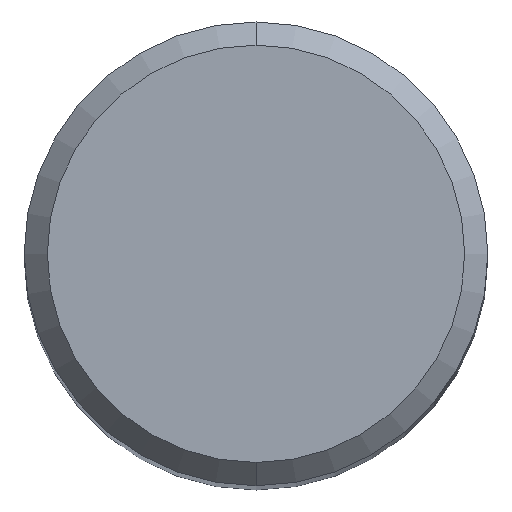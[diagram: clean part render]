
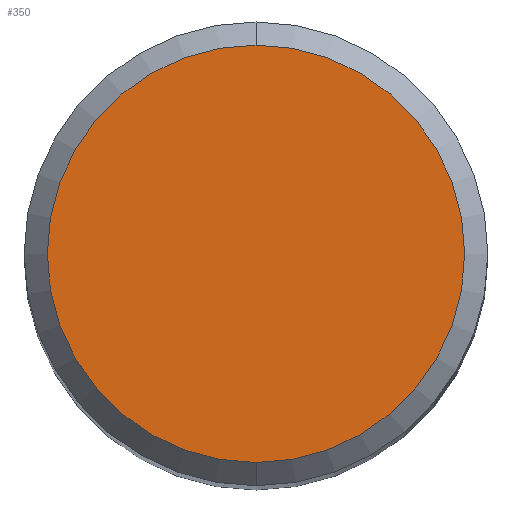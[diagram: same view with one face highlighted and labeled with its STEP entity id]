
A CAD part, top view. The second image highlights one B-rep face of the part: STEP entity #350.
In plain terms, the highlighted planar face has unit normal (0, 0, 1).
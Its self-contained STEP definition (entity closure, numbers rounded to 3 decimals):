
#192=EDGE_CURVE('',#232,#360,#495,.T.);
#232=VERTEX_POINT('',#538);
#350=ADVANCED_FACE('',(#674),#675,.T.);
#360=VERTEX_POINT('',#685);
#368=EDGE_CURVE('',#360,#232,#694,.T.);
#495=CIRCLE('',#822,4.5);
#538=CARTESIAN_POINT('',(0.0,4.5,0.0));
#674=FACE_OUTER_BOUND('',#1174,.T.);
#675=PLANE('',#1175);
#685=CARTESIAN_POINT('',(0.,-4.5,0.0));
#694=CIRCLE('',#1240,4.5);
#822=AXIS2_PLACEMENT_3D('',#1473,#1474,#1475);
#1174=EDGE_LOOP('',(#1696,#1697));
#1175=AXIS2_PLACEMENT_3D('',#1698,#1699,#1700);
#1240=AXIS2_PLACEMENT_3D('',#1709,#1710,#1711);
#1473=CARTESIAN_POINT('',(0.0,0.0,0.0));
#1474=DIRECTION('',(0.0,0.0,-1.0));
#1475=DIRECTION('',(0.0,1.0,0.0));
#1696=ORIENTED_EDGE('',*,*,#192,.F.);
#1697=ORIENTED_EDGE('',*,*,#368,.F.);
#1698=CARTESIAN_POINT('',(0.0,2.25,0.0));
#1699=DIRECTION('',(-0.0,0.0,1.0));
#1700=DIRECTION('',(0.0,-1.0,0.0));
#1709=CARTESIAN_POINT('',(0.0,0.0,0.0));
#1710=DIRECTION('',(0.0,0.0,-1.0));
#1711=DIRECTION('',(0.0,1.0,0.0));
